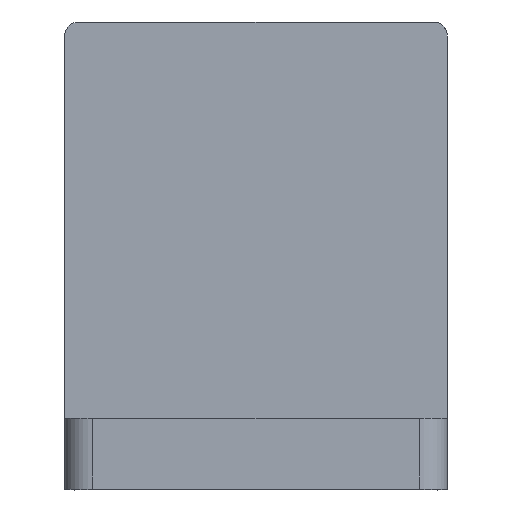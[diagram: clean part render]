
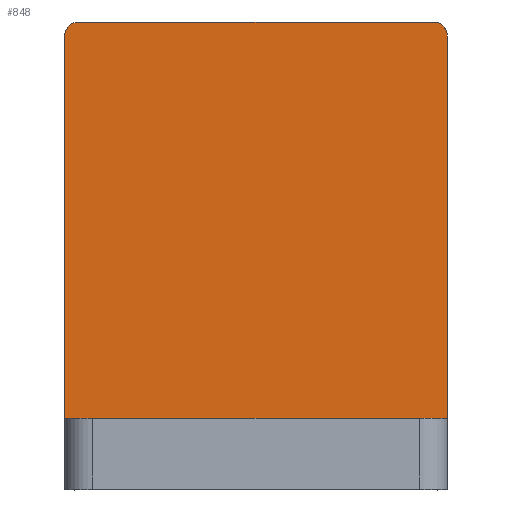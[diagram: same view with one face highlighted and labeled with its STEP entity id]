
A CAD part, top view. The second image highlights one B-rep face of the part: STEP entity #848.
In plain terms, the highlighted planar face has unit normal (0, 0, 1).
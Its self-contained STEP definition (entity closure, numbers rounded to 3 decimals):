
#42=PLANE('',#917);
#80=FACE_OUTER_BOUND('',#127,.T.);
#127=EDGE_LOOP('',(#677,#678,#679,#680,#681,#682));
#177=CIRCLE('',#909,1.);
#178=CIRCLE('',#915,1.);
#221=LINE('',#1341,#310);
#235=LINE('',#1433,#324);
#238=LINE('',#1444,#327);
#249=LINE('',#1465,#338);
#310=VECTOR('',#1017,10.);
#324=VECTOR('',#1043,10.);
#327=VECTOR('',#1056,10.);
#338=VECTOR('',#1069,10.);
#403=VERTEX_POINT('',#1338);
#404=VERTEX_POINT('',#1340);
#409=VERTEX_POINT('',#1407);
#420=VERTEX_POINT('',#1431);
#422=VERTEX_POINT('',#1439);
#423=VERTEX_POINT('',#1443);
#486=EDGE_CURVE('',#403,#404,#221,.T.);
#494=EDGE_CURVE('',#409,#403,#177,.T.);
#507=EDGE_CURVE('',#409,#420,#235,.T.);
#510=EDGE_CURVE('',#404,#422,#178,.T.);
#512=EDGE_CURVE('',#422,#423,#238,.T.);
#523=EDGE_CURVE('',#423,#420,#249,.T.);
#677=ORIENTED_EDGE('',*,*,#494,.F.);
#678=ORIENTED_EDGE('',*,*,#507,.T.);
#679=ORIENTED_EDGE('',*,*,#523,.F.);
#680=ORIENTED_EDGE('',*,*,#512,.F.);
#681=ORIENTED_EDGE('',*,*,#510,.F.);
#682=ORIENTED_EDGE('',*,*,#486,.F.);
#848=ADVANCED_FACE('',(#80),#42,.T.);
#909=AXIS2_PLACEMENT_3D('',#1408,#1026,#1027);
#915=AXIS2_PLACEMENT_3D('',#1440,#1051,#1052);
#917=AXIS2_PLACEMENT_3D('',#1464,#1067,#1068);
#1017=DIRECTION('',(1.,0.,0.));
#1026=DIRECTION('center_axis',(0.,0.,
-1.));
#1027=DIRECTION('ref_axis',(-0.707,0.707,0.));
#1043=DIRECTION('',(0.,-1.,0.));
#1051=DIRECTION('center_axis',(0.,0.,
-1.));
#1052=DIRECTION('ref_axis',(0.707,0.707,0.));
#1056=DIRECTION('',(0.,-1.,0.));
#1067=DIRECTION('center_axis',(0.,0.,
1.));
#1068=DIRECTION('ref_axis',(-1.,0.,0.));
#1069=DIRECTION('',(-1.,0.,0.));
#1338=CARTESIAN_POINT('',(-12.5,28.,0.));
#1340=CARTESIAN_POINT('',(12.5,28.,0.));
#1341=CARTESIAN_POINT('',(13.5,28.,0.));
#1407=CARTESIAN_POINT('',(-13.5,27.,0.));
#1408=CARTESIAN_POINT('Origin',(-12.5,27.,0.));
#1431=CARTESIAN_POINT('',(-13.5,0.,0.));
#1433=CARTESIAN_POINT('',(-13.5,0.,0.));
#1439=CARTESIAN_POINT('',(13.5,27.,0.));
#1440=CARTESIAN_POINT('Origin',(12.5,27.,0.));
#1443=CARTESIAN_POINT('',(13.5,0.,0.));
#1444=CARTESIAN_POINT('',(13.5,0.,0.));
#1464=CARTESIAN_POINT('Origin',(13.5,0.,0.));
#1465=CARTESIAN_POINT('',(13.5,0.,0.));
